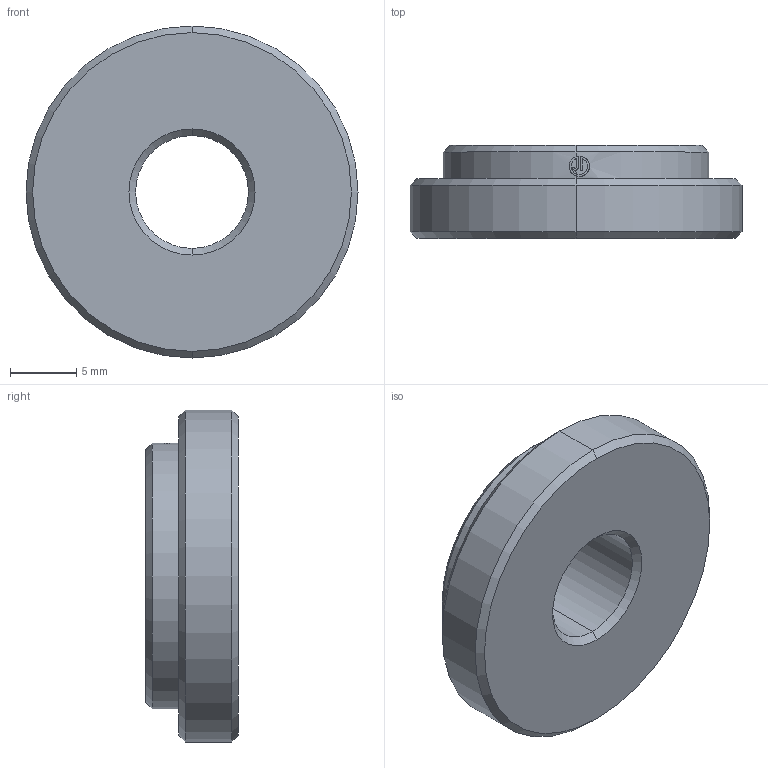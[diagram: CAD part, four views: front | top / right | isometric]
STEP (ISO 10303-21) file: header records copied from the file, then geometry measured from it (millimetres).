
FILE_DESCRIPTION (( 'STEP AP214' ), '1' );
FILE_NAME ('684YK-d8.5.STEP', '2021-10-27T08:52:24', ( '' ), ( '' ), 'SwSTEP 2.0', 'SolidWorks 2016', '' );
FILE_SCHEMA (( 'AUTOMOTIVE_DESIGN' ));
Length unit declared in the file: millimetre
Products named in the file (2): 684YK-d8.5
Bounding box: 25 x 7 x 25 mm (x, y, z)
Volume: 2563 mm3; surface area: 1486.6 mm2
Topology: 1 solids, 1 shells, 36 faces, 89 edges, 56 vertices
Faces by surface type: cone 10, cylinder 9, plane 9, bspline 8
Entity records: 1336 total; most frequent: CARTESIAN_POINT 499, ORIENTED_EDGE 178, DIRECTION 141, EDGE_CURVE 89, VERTEX_POINT 56, AXIS2_PLACEMENT_3D 56, EDGE_LOOP 39, FACE_OUTER_BOUND 36
